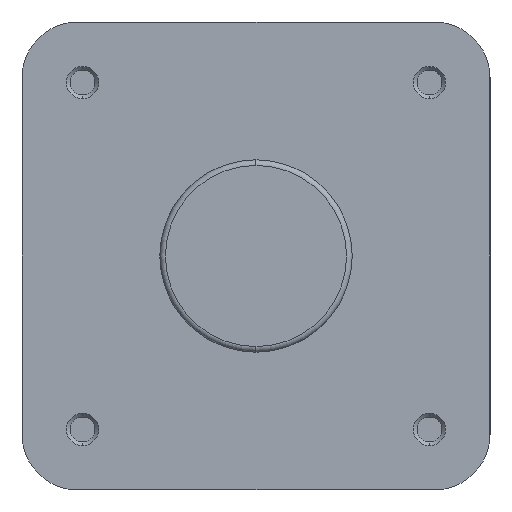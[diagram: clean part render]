
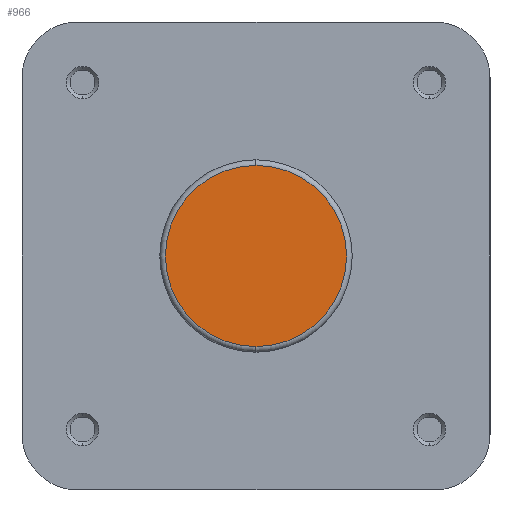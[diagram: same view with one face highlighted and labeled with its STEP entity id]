
A CAD part, left-side view. The second image highlights one B-rep face of the part: STEP entity #966.
In plain terms, the highlighted planar face has unit normal (-1, 0, 0).
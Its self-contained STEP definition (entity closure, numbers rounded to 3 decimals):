
#72 = ORIENTED_EDGE ( 'NONE', *, *, #6329, .T. ) ;
#84 = ORIENTED_EDGE ( 'NONE', *, *, #4540, .T. ) ;
#966 = ADVANCED_FACE ( 'NONE', ( #5716 ), #2425, .F. ) ;
#1131 = CIRCLE ( 'NONE', #4967, 24.4 ) ;
#1256 = CIRCLE ( 'NONE', #4999, 24.4 ) ;
#1528 = VERTEX_POINT ( 'NONE', #2774 ) ;
#1529 = VERTEX_POINT ( 'NONE', #2775 ) ;
#2424 = CARTESIAN_POINT ( 'NONE',  ( 0., 0., 0. ) ) ;
#2425 = PLANE ( 'NONE',  #4745 ) ;
#2427 = DIRECTION ( 'NONE',  ( 1., 0., 0. ) ) ;
#2428 = DIRECTION ( 'NONE',  ( 0., 0., -1. ) ) ;
#2774 = CARTESIAN_POINT ( 'NONE',  ( 0., 0., 24.4 ) ) ;
#2775 = CARTESIAN_POINT ( 'NONE',  ( 0., 0., -24.4 ) ) ;
#3795 = CARTESIAN_POINT ( 'NONE',  ( 0., 0., 0. ) ) ;
#3802 = DIRECTION ( 'NONE',  ( -1., 0., 0. ) ) ;
#3803 = DIRECTION ( 'NONE',  ( 0., 0., -1. ) ) ;
#3977 = CARTESIAN_POINT ( 'NONE',  ( 0., 0., 0. ) ) ;
#3991 = DIRECTION ( 'NONE',  ( -1., 0., 0. ) ) ;
#3992 = DIRECTION ( 'NONE',  ( 0., 0., -1. ) ) ;
#4540 = EDGE_CURVE ( 'NONE', #1529, #1528, #1131, .T. ) ;
#4745 = AXIS2_PLACEMENT_3D ( 'NONE', #2424, #2427, #2428 ) ;
#4967 = AXIS2_PLACEMENT_3D ( 'NONE', #3795, #3802, #3803 ) ;
#4999 = AXIS2_PLACEMENT_3D ( 'NONE', #3977, #3991, #3992 ) ;
#5288 = EDGE_LOOP ( 'NONE', ( #84, #72 ) ) ;
#5716 = FACE_OUTER_BOUND ( 'NONE', #5288, .T. ) ;
#6329 = EDGE_CURVE ( 'NONE', #1528, #1529, #1256, .T. ) ;
